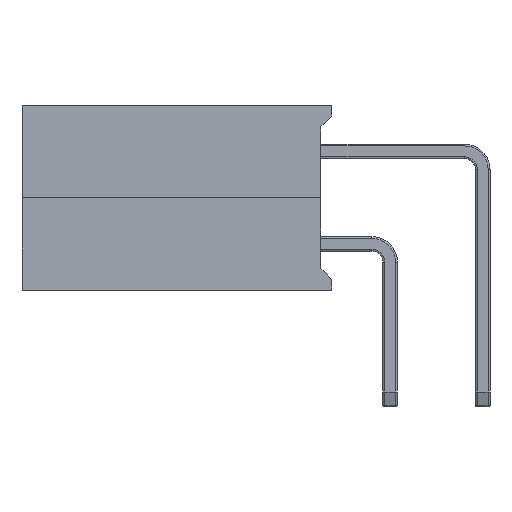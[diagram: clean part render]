
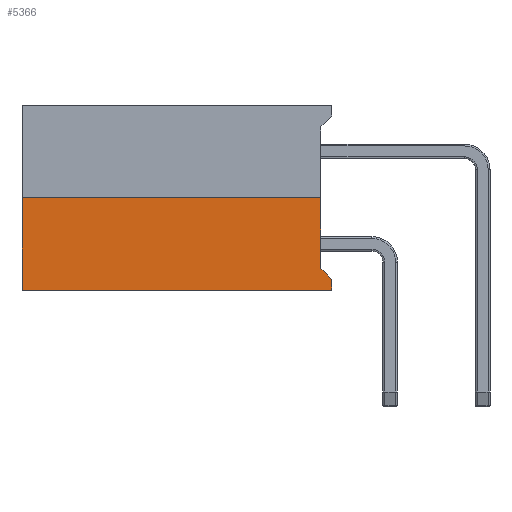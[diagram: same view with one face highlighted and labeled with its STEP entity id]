
A CAD part, left-side view. The second image highlights one B-rep face of the part: STEP entity #5366.
In plain terms, the highlighted planar face has unit normal (-1, 0, 0).
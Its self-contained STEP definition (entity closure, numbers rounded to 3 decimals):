
#331=PLANE('',#5945);
#582=FACE_OUTER_BOUND('',#909,.T.);
#909=EDGE_LOOP('',(#4087,#4088,#4089,#4090,#4091,#4092));
#1271=LINE('',#8975,#1655);
#1275=LINE('',#8982,#1659);
#1286=LINE('',#9006,#1670);
#1289=LINE('',#9012,#1673);
#1290=LINE('',#9014,#1674);
#1291=LINE('',#9015,#1675);
#1655=VECTOR('',#7204,10.);
#1659=VECTOR('',#7210,10.);
#1670=VECTOR('',#7233,10.);
#1673=VECTOR('',#7238,10.);
#1674=VECTOR('',#7239,10.);
#1675=VECTOR('',#7240,10.);
#2359=VERTEX_POINT('',#8972);
#2360=VERTEX_POINT('',#8974);
#2362=VERTEX_POINT('',#8980);
#2369=VERTEX_POINT('',#9005);
#2371=VERTEX_POINT('',#9011);
#2372=VERTEX_POINT('',#9013);
#2943=EDGE_CURVE('',#2359,#2360,#1271,.T.);
#2947=EDGE_CURVE('',#2359,#2362,#1275,.T.);
#2960=EDGE_CURVE('',#2369,#2360,#1286,.T.);
#2963=EDGE_CURVE('',#2362,#2371,#1289,.T.);
#2964=EDGE_CURVE('',#2372,#2371,#1290,.T.);
#2965=EDGE_CURVE('',#2369,#2372,#1291,.T.);
#4087=ORIENTED_EDGE('',*,*,#2947,.T.);
#4088=ORIENTED_EDGE('',*,*,#2963,.T.);
#4089=ORIENTED_EDGE('',*,*,#2964,.F.);
#4090=ORIENTED_EDGE('',*,*,#2965,.F.);
#4091=ORIENTED_EDGE('',*,*,#2960,.T.);
#4092=ORIENTED_EDGE('',*,*,#2943,.F.);
#5366=ADVANCED_FACE('',(#582),#331,.T.);
#5945=AXIS2_PLACEMENT_3D('',#9010,#7236,#7237);
#7204=DIRECTION('',(0.,-0.707,-0.707));
#7210=DIRECTION('',(0.,0.,1.));
#7233=DIRECTION('',(0.,0.,1.));
#7236=DIRECTION('center_axis',(-1.,0.,0.));
#7237=DIRECTION('ref_axis',(0.,0.,
1.));
#7238=DIRECTION('',(0.,1.,0.));
#7239=DIRECTION('',(0.,0.,1.));
#7240=DIRECTION('',(0.,1.,0.));
#8972=CARTESIAN_POINT('',(-1.27,1.9,0.6));
#8974=CARTESIAN_POINT('',(-1.27,1.6,0.3));
#8975=CARTESIAN_POINT('',(-1.27,1.6,0.3));
#8980=CARTESIAN_POINT('',(-1.27,1.9,2.54));
#8982=CARTESIAN_POINT('',(-1.27,1.9,0.635));
#9005=CARTESIAN_POINT('',(-1.27,1.6,0.));
#9006=CARTESIAN_POINT('',(-1.27,1.6,0.));
#9010=CARTESIAN_POINT('Origin',(-1.27,1.6,0.));
#9011=CARTESIAN_POINT('',(-1.27,10.1,2.54));
#9012=CARTESIAN_POINT('',(-1.27,1.6,2.54));
#9013=CARTESIAN_POINT('',(-1.27,10.1,0.));
#9014=CARTESIAN_POINT('',(-1.27,10.1,0.));
#9015=CARTESIAN_POINT('',(-1.27,1.6,0.));
